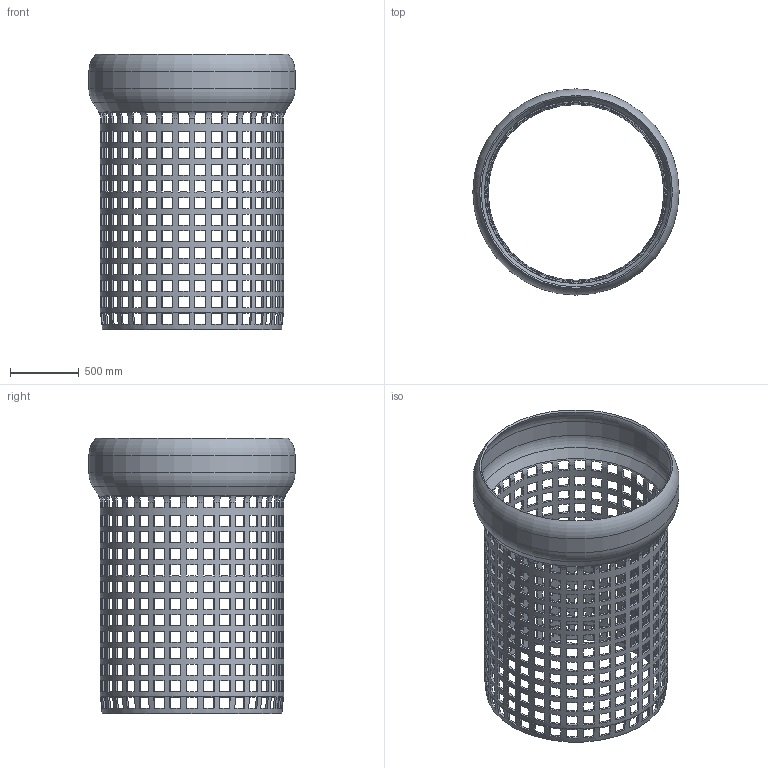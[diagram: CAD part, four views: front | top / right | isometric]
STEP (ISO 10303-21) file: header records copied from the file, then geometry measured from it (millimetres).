
FILE_DESCRIPTION(/* description */ (''),/* implementation_level */ '2;1');
FILE_NAME(/* name */ '16597.100X_3D.stp',/* time_stamp */ '2024-12-12T07:26:09+01:00',/* author */ ('CAD'),/* organization */ (''),/* preprocessor_version */ 'ST-DEVELOPER v20',/* originating_system */ 'AutoCAD Mechanical',/* authorisation */ '');
FILE_SCHEMA (('AUTOMOTIVE_DESIGN { 1 0 10303 214 3 1 1 }'));
Length unit declared in the file: centimetre
Products named in the file (2): Product; *S0
Assembly tree (1 placements, depth 2):
  Product
    *S0
Bounding box: 1498 x 1498 x 2000 mm (x, y, z)
Volume: 85799244.7 mm3; surface area: 13698376.5 mm2
Topology: 1 solids, 1 shells, 1786 faces, 5561 edges, 3708 vertices
Faces by surface type: plane 1768, torus 8, cone 6, cylinder 4
Full cylindrical faces by diameter (mm): 1300 x1, 1330 x1, 1467.996 x1, 1497.996 x1
Entity records: 65431 total; most frequent: CARTESIAN_POINT 12962, ORIENTED_EDGE 11120, DIRECTION 10745, EDGE_CURVE 5560, VERTEX_POINT 3706, AXIS2_PLACEMENT_3D 3667, LINE 3411, VECTOR 3411
